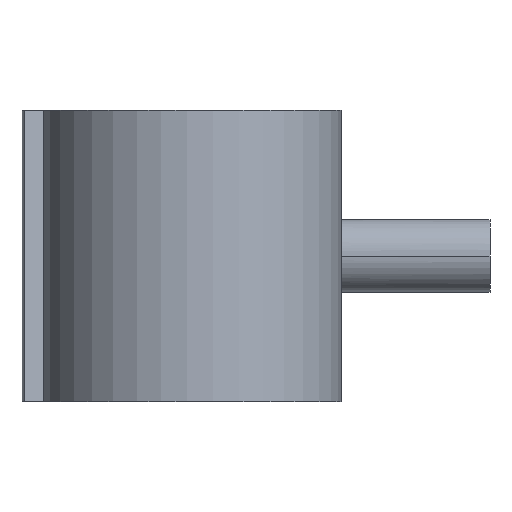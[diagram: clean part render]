
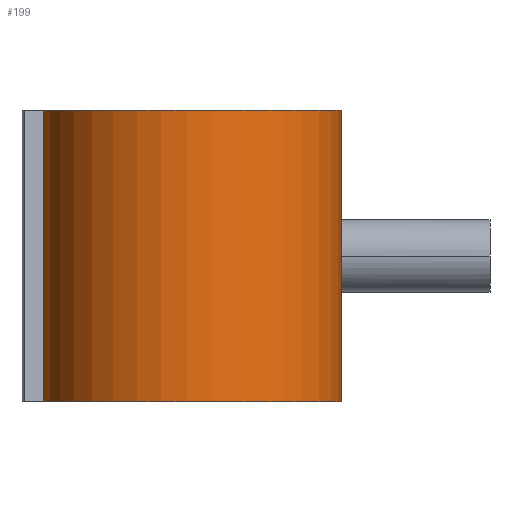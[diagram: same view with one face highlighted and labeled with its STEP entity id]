
A CAD part, front view. The second image highlights one B-rep face of the part: STEP entity #199.
In plain terms, the highlighted cylindrical face has radius 65.667 mm (diameter 131.333 mm), a partial arc.
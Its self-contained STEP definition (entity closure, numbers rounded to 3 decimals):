
#199 = ADVANCED_FACE( '', ( #565 ), #566, .T. );
#209 = EDGE_CURVE( '', #467, #481, #577, .T. );
#237 = VERTEX_POINT( '', #607 );
#315 = EDGE_CURVE( '', #467, #419, #695, .T. );
#419 = VERTEX_POINT( '', #810 );
#467 = VERTEX_POINT( '', #862 );
#481 = VERTEX_POINT( '', #877 );
#487 = EDGE_CURVE( '', #237, #419, #883, .T. );
#523 = EDGE_CURVE( '', #481, #237, #920, .T. );
#565 = FACE_OUTER_BOUND( '', #958, .T. );
#566 = CYLINDRICAL_SURFACE( '', #959, 65.667 );
#577 = LINE( '', #973, #974 );
#607 = CARTESIAN_POINT( '', ( 64.961, 9.6, -64. ) );
#695 = CIRCLE( '', #1189, 65.667 );
#810 = CARTESIAN_POINT( '', ( 64.961, 9.6, 64. ) );
#862 = CARTESIAN_POINT( '', ( -64.961, -9.6, 64. ) );
#877 = CARTESIAN_POINT( '', ( -64.961, -9.6, -64. ) );
#883 = LINE( '', #1506, #1507 );
#920 = CIRCLE( '', #1685, 65.667 );
#958 = EDGE_LOOP( '', ( #1809, #1810, #1811, #1812 ) );
#959 = AXIS2_PLACEMENT_3D( '', #1813, #1814, #1815 );
#973 = CARTESIAN_POINT( '', ( -64.961, -9.6, 64. ) );
#974 = VECTOR( '', #1825, 1. );
#1189 = AXIS2_PLACEMENT_3D( '', #1962, #1963, #1964 );
#1506 = CARTESIAN_POINT( '', ( 64.961, 9.6, 64. ) );
#1507 = VECTOR( '', #2184, 1. );
#1685 = AXIS2_PLACEMENT_3D( '', #2204, #2205, #2206 );
#1809 = ORIENTED_EDGE( '', *, *, #487, .T. );
#1810 = ORIENTED_EDGE( '', *, *, #315, .F. );
#1811 = ORIENTED_EDGE( '', *, *, #209, .T. );
#1812 = ORIENTED_EDGE( '', *, *, #523, .T. );
#1813 = CARTESIAN_POINT( '', ( 0., 0., 64. ) );
#1814 = DIRECTION( '', ( 0., 0., 1. ) );
#1815 = DIRECTION( '', ( -0.989, -0.146, 0. ) );
#1825 = DIRECTION( '', ( 0., 0., -1. ) );
#1962 = CARTESIAN_POINT( '', ( 0., 0., 64. ) );
#1963 = DIRECTION( '', ( 0., 0., 1. ) );
#1964 = DIRECTION( '', ( -0.989, -0.146, 0. ) );
#2184 = DIRECTION( '', ( 0., 0., 1. ) );
#2204 = CARTESIAN_POINT( '', ( 0., 0., -64. ) );
#2205 = DIRECTION( '', ( 0., 0., 1. ) );
#2206 = DIRECTION( '', ( -0.989, -0.146, 0. ) );
